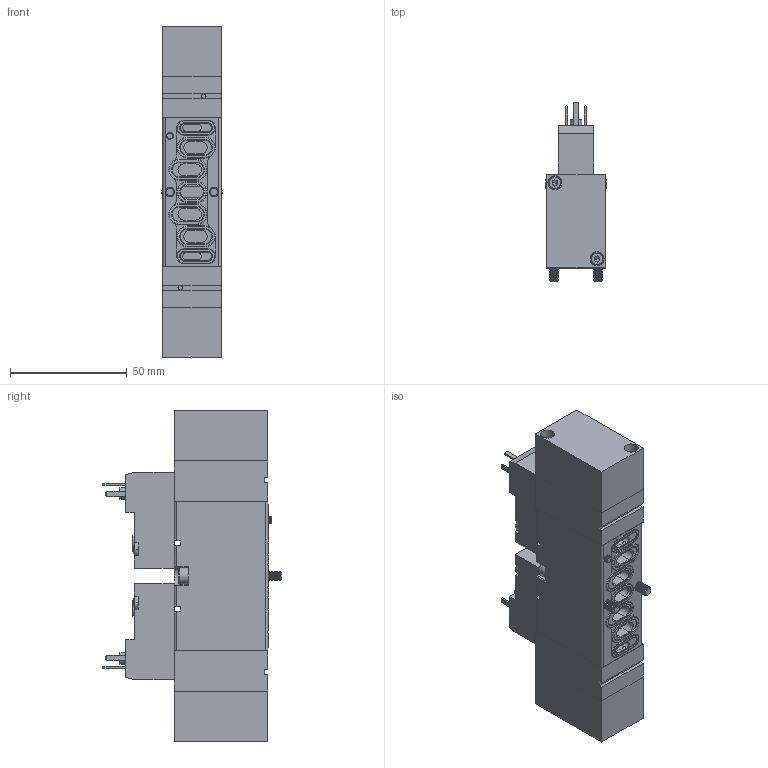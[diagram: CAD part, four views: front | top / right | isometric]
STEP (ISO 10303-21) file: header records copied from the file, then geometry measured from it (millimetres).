
FILE_DESCRIPTION (( 'STEP AP214' ), '1' );
FILE_NAME ('05_203_4.STEP', '2016-04-28T06:37:17', ( '' ), ( '' ), 'SwSTEP 2.0', 'SolidWorks 2016', '' );
FILE_SCHEMA (( 'AUTOMOTIVE_DESIGN' ));
Length unit declared in the file: millimetre
Products named in the file (1): 05_203_4
Bounding box: 26 x 76.8 x 141.4 mm (x, y, z)
Volume: 161434.6 mm3; surface area: 45648 mm2
Topology: 15 solids, 15 shells, 1472 faces, 3686 edges, 2264 vertices
Faces by surface type: plane 461, cone 456, cylinder 431, torus 116, sphere 8
Entity records: 46241 total; most frequent: DIRECTION 8430, CARTESIAN_POINT 7774, ORIENTED_EDGE 7328, EDGE_CURVE 3664, AXIS2_PLACEMENT_3D 3354, VERTEX_POINT 2264, CIRCLE 1881, VECTOR 1722
